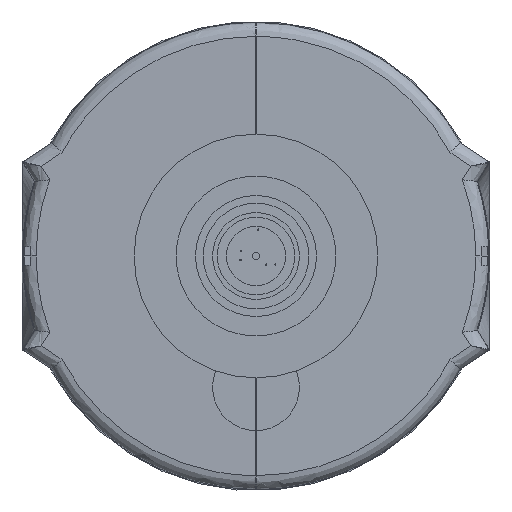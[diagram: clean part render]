
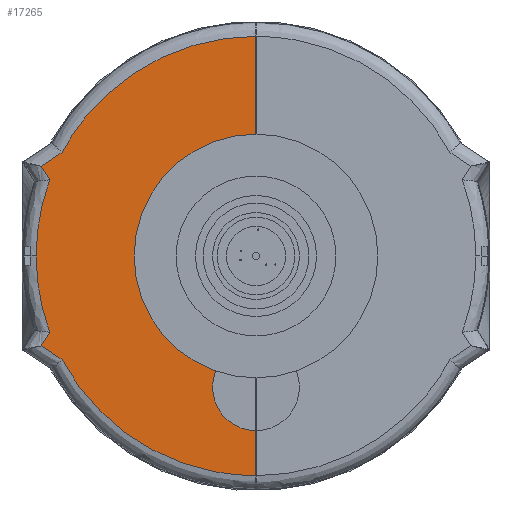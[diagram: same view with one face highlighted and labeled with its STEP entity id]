
A CAD part, front view. The second image highlights one B-rep face of the part: STEP entity #17265.
In plain terms, the highlighted planar face has unit normal (-0.018, -1, 0).
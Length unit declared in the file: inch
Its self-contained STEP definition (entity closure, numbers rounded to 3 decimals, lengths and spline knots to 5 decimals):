
#1173 = ORIENTED_EDGE ( 'NONE', *, *, #7284, .T. ) ;
#1210 = ORIENTED_EDGE ( 'NONE', *, *, #7571, .T. ) ;
#1212 = ORIENTED_EDGE ( 'NONE', *, *, #7542, .T. ) ;
#1221 = ORIENTED_EDGE ( 'NONE', *, *, #7286, .F. ) ;
#1223 = ORIENTED_EDGE ( 'NONE', *, *, #7570, .T. ) ;
#1225 = ORIENTED_EDGE ( 'NONE', *, *, #7289, .T. ) ;
#1258 = ORIENTED_EDGE ( 'NONE', *, *, #7304, .T. ) ;
#1266 = ORIENTED_EDGE ( 'NONE', *, *, #7285, .T. ) ;
#1268 = ORIENTED_EDGE ( 'NONE', *, *, #7299, .T. ) ;
#1338 = ORIENTED_EDGE ( 'NONE', *, *, #7562, .T. ) ;
#1340 = ORIENTED_EDGE ( 'NONE', *, *, #7287, .F. ) ;
#1625 = LINE ( 'NONE', #17009, #1743 ) ;
#1672 = VECTOR ( 'NONE', #17010, 39.37008 ) ;
#1743 = VECTOR ( 'NONE', #17011, 39.37008 ) ;
#2299 = VERTEX_POINT ( 'NONE', #10498 ) ;
#2321 = VERTEX_POINT ( 'NONE', #10516 ) ;
#2331 = VERTEX_POINT ( 'NONE', #10525 ) ;
#2430 = VERTEX_POINT ( 'NONE', #10581 ) ;
#2698 = LINE ( 'NONE', #17008, #1672 ) ;
#2820 = EDGE_LOOP ( 'NONE', ( #1225, #1223, #1340, #1338, #1221, #1258, #1268, #1266, #1212, #1210, #1173 ) ) ;
#3299 = CARTESIAN_POINT ( 'NONE',  ( 0., 1.19372, 1.415 ) ) ;
#4866 = CARTESIAN_POINT ( 'NONE',  ( -1.29409, 1.2163, 0.63768 ) ) ;
#4876 = CARTESIAN_POINT ( 'NONE',  ( 0., 1.19372, 1.415 ) ) ;
#4883 = CARTESIAN_POINT ( 'NONE',  ( -1.24935, 1.21552, 0.66729 ) ) ;
#4904 = CARTESIAN_POINT ( 'NONE',  ( -0.99645, 1.21111, 1.1402 ) ) ;
#4924 = CARTESIAN_POINT ( 'NONE',  ( -1.38358, 1.21787, 0.57847 ) ) ;
#4937 = CARTESIAN_POINT ( 'NONE',  ( -0.53628, 1.20308, 1.41559 ) ) ;
#4968 = CARTESIAN_POINT ( 'NONE',  ( -1.33883, 1.21709, 0.60808 ) ) ;
#5346 = VERTEX_POINT ( 'NONE', #13120 ) ;
#5391 = VERTEX_POINT ( 'NONE', #12289 ) ;
#5443 = VERTEX_POINT ( 'NONE', #13129 ) ;
#5494 = VERTEX_POINT ( 'NONE', #12873 ) ;
#5522 = VERTEX_POINT ( 'NONE', #13070 ) ;
#5564 = VERTEX_POINT ( 'NONE', #12694 ) ;
#5641 = CARTESIAN_POINT ( 'NONE',  ( -1.32862, 1.21691, 0.49107 ) ) ;
#5642 = CARTESIAN_POINT ( 'NONE',  ( -1.38695, 1.21793, 0.33347 ) ) ;
#5646 = CARTESIAN_POINT ( 'NONE',  ( -1.41657, 1.21844, 0.16805 ) ) ;
#5647 = CARTESIAN_POINT ( 'NONE',  ( -1.41657, 1.21844, 0. ) ) ;
#5710 = CARTESIAN_POINT ( 'NONE',  ( 0., 1.19372, -0.375 ) ) ;
#5711 = CARTESIAN_POINT ( 'NONE',  ( -0.75, 1.20681, -0.375 ) ) ;
#5714 = CARTESIAN_POINT ( 'NONE',  ( -0.75, 1.20681, 0.375 ) ) ;
#5715 = CARTESIAN_POINT ( 'NONE',  ( 0., 1.19372, 0.375 ) ) ;
#5746 = CARTESIAN_POINT ( 'NONE',  ( -0.99645, 1.21111, -1.1402 ) ) ;
#5747 = CARTESIAN_POINT ( 'NONE',  ( -1.24935, 1.21552, -0.66729 ) ) ;
#5764 = CARTESIAN_POINT ( 'NONE',  ( -1.41657, 1.21844, -0.16805 ) ) ;
#5765 = CARTESIAN_POINT ( 'NONE',  ( -1.41657, 1.21844, 0. ) ) ;
#5766 = CARTESIAN_POINT ( 'NONE',  ( -0.53628, 1.20308, -1.41559 ) ) ;
#5767 = CARTESIAN_POINT ( 'NONE',  ( 0., 1.19372, -1.415 ) ) ;
#5770 = CARTESIAN_POINT ( 'NONE',  ( -1.38695, 1.21793, -0.33347 ) ) ;
#5771 = CARTESIAN_POINT ( 'NONE',  ( -1.32862, 1.21691, -0.49107 ) ) ;
#7284 = EDGE_CURVE ( 'NONE', #5391, #2321, #13861, .T. ) ;
#7285 = EDGE_CURVE ( 'NONE', #5346, #5522, #13885, .T. ) ;
#7286 = EDGE_CURVE ( 'NONE', #16431, #2299, #2698, .T. ) ;
#7287 = EDGE_CURVE ( 'NONE', #5564, #2430, #1625, .T. ) ;
#7289 = EDGE_CURVE ( 'NONE', #2321, #5494, #13817, .T. ) ;
#7299 = EDGE_CURVE ( 'NONE', #5443, #5346, #13797, .T. ) ;
#7304 = EDGE_CURVE ( 'NONE', #16431, #5443, #13793, .T. ) ;
#7542 = EDGE_CURVE ( 'NONE', #5522, #2331, #13383, .T. ) ;
#7562 = EDGE_CURVE ( 'NONE', #5564, #2299, #13565, .T. ) ;
#7570 = EDGE_CURVE ( 'NONE', #5494, #2430, #13421, .T. ) ;
#7571 = EDGE_CURVE ( 'NONE', #2331, #5391, #13330, .T. ) ;
#10324 = CARTESIAN_POINT ( 'NONE',  ( 0., 1.19372, 1.505 ) ) ;
#10325 = PLANE ( 'NONE',  #17436 ) ;
#10328 = DIRECTION ( 'NONE',  ( -0.017, -1., 0. ) ) ;
#10329 = DIRECTION ( 'NONE',  ( -1., 0.017, 0. ) ) ;
#10498 = CARTESIAN_POINT ( 'NONE',  ( 0., 1.19372, 0.375 ) ) ;
#10516 = CARTESIAN_POINT ( 'NONE',  ( -1.38358, 1.21787, -0.57847 ) ) ;
#10525 = CARTESIAN_POINT ( 'NONE',  ( -1.41657, 1.21844, 0. ) ) ;
#10581 = CARTESIAN_POINT ( 'NONE',  ( 0., 1.19372, -1.415 ) ) ;
#12289 = CARTESIAN_POINT ( 'NONE',  ( -1.32862, 1.21691, -0.49107 ) ) ;
#12694 = CARTESIAN_POINT ( 'NONE',  ( 0., 1.19372, -0.375 ) ) ;
#12873 = CARTESIAN_POINT ( 'NONE',  ( -1.24935, 1.21552, -0.66729 ) ) ;
#13070 = CARTESIAN_POINT ( 'NONE',  ( -1.32862, 1.21691, 0.49107 ) ) ;
#13120 = CARTESIAN_POINT ( 'NONE',  ( -1.38358, 1.21787, 0.57847 ) ) ;
#13129 = CARTESIAN_POINT ( 'NONE',  ( -1.24935, 1.21552, 0.66729 ) ) ;
#13330 =( BOUNDED_CURVE ( )  B_SPLINE_CURVE ( 3, ( #5765, #5764, #5770, #5771 ),
 .UNSPECIFIED., .F., .F. ) 
 B_SPLINE_CURVE_WITH_KNOTS ( ( 4, 4 ),
 ( 0., 0.35442 ),
 .UNSPECIFIED. ) 
 CURVE ( )  GEOMETRIC_REPRESENTATION_ITEM ( )  RATIONAL_B_SPLINE_CURVE ( ( 1., 0.99, 0.99, 1. ) ) 
 REPRESENTATION_ITEM ( '' )  );
#13383 =( BOUNDED_CURVE ( )  B_SPLINE_CURVE ( 3, ( #5641, #5642, #5646, #5647 ),
 .UNSPECIFIED., .F., .F. ) 
 B_SPLINE_CURVE_WITH_KNOTS ( ( 4, 4 ),
 ( 5.92876, 6.28319 ),
 .UNSPECIFIED. ) 
 CURVE ( )  GEOMETRIC_REPRESENTATION_ITEM ( )  RATIONAL_B_SPLINE_CURVE ( ( 1., 0.99, 0.99, 1. ) ) 
 REPRESENTATION_ITEM ( '' )  );
#13421 =( BOUNDED_CURVE ( )  B_SPLINE_CURVE ( 3, ( #5747, #5746, #5766, #5767 ),
 .UNSPECIFIED., .F., .F. ) 
 B_SPLINE_CURVE_WITH_KNOTS ( ( 4, 4 ),
 ( 0.49109, 1.57191 ),
 .UNSPECIFIED. ) 
 CURVE ( )  GEOMETRIC_REPRESENTATION_ITEM ( )  RATIONAL_B_SPLINE_CURVE ( ( 1., 0.905, 0.905, 1. ) ) 
 REPRESENTATION_ITEM ( '' )  );
#13565 =( BOUNDED_CURVE ( )  B_SPLINE_CURVE ( 3, ( #5710, #5711, #5714, #5715 ),
 .UNSPECIFIED., .F., .F. ) 
 B_SPLINE_CURVE_WITH_KNOTS ( ( 4, 4 ),
 ( 4.71239, 7.85398 ),
 .UNSPECIFIED. ) 
 CURVE ( )  GEOMETRIC_REPRESENTATION_ITEM ( )  RATIONAL_B_SPLINE_CURVE ( ( 1., 0.333, 0.333, 1. ) ) 
 REPRESENTATION_ITEM ( '' )  );
#13793 =( BOUNDED_CURVE ( )  B_SPLINE_CURVE ( 3, ( #4876, #4937, #4904, #4883 ),
 .UNSPECIFIED., .F., .F. ) 
 B_SPLINE_CURVE_WITH_KNOTS ( ( 4, 4 ),
 ( 4.71128, 5.7921 ),
 .UNSPECIFIED. ) 
 CURVE ( )  GEOMETRIC_REPRESENTATION_ITEM ( )  RATIONAL_B_SPLINE_CURVE ( ( 1., 0.905, 0.905, 1. ) ) 
 REPRESENTATION_ITEM ( '' )  );
#13797 = B_SPLINE_CURVE_WITH_KNOTS ( 'NONE', 3,
 ( #16945, #4866, #4968, #4924 ),
 .UNSPECIFIED., .F., .F.,
 ( 4, 4 ),
 ( 0., 0.00409 ),
 .UNSPECIFIED. ) ;
#13817 = B_SPLINE_CURVE_WITH_KNOTS ( 'NONE', 3,
 ( #17015, #17017, #17022, #17021 ),
 .UNSPECIFIED., .F., .F.,
 ( 4, 4 ),
 ( 0., 0.00409 ),
 .UNSPECIFIED. ) ;
#13861 = B_SPLINE_CURVE_WITH_KNOTS ( 'NONE', 3,
 ( #17064, #17031, #16910, #17002 ),
 .UNSPECIFIED., .F., .F.,
 ( 4, 4 ),
 ( 0., 0.00262 ),
 .UNSPECIFIED. ) ;
#13885 = B_SPLINE_CURVE_WITH_KNOTS ( 'NONE', 3,
 ( #16896, #16909, #17006, #17005 ),
 .UNSPECIFIED., .F., .F.,
 ( 4, 4 ),
 ( 0., 0.00262 ),
 .UNSPECIFIED. ) ;
#15940 = FACE_OUTER_BOUND ( 'NONE', #2820, .T. ) ;
#16431 = VERTEX_POINT ( 'NONE', #3299 ) ;
#16896 = CARTESIAN_POINT ( 'NONE',  ( -1.38358, 1.21787, 0.57847 ) ) ;
#16909 = CARTESIAN_POINT ( 'NONE',  ( -1.36526, 1.21755, 0.54934 ) ) ;
#16910 = CARTESIAN_POINT ( 'NONE',  ( -1.36526, 1.21755, -0.54934 ) ) ;
#16945 = CARTESIAN_POINT ( 'NONE',  ( -1.24935, 1.21552, 0.66729 ) ) ;
#17002 = CARTESIAN_POINT ( 'NONE',  ( -1.38358, 1.21787, -0.57847 ) ) ;
#17005 = CARTESIAN_POINT ( 'NONE',  ( -1.32862, 1.21691, 0.49107 ) ) ;
#17006 = CARTESIAN_POINT ( 'NONE',  ( -1.34694, 1.21723, 0.52021 ) ) ;
#17008 = CARTESIAN_POINT ( 'NONE',  ( 0., 1.19372, 1.505 ) ) ;
#17009 = CARTESIAN_POINT ( 'NONE',  ( 0., 1.19372, 1.505 ) ) ;
#17010 = DIRECTION ( 'NONE',  ( 0., 0., -1. ) ) ;
#17011 = DIRECTION ( 'NONE',  ( 0., 0., -1. ) ) ;
#17015 = CARTESIAN_POINT ( 'NONE',  ( -1.38358, 1.21787, -0.57847 ) ) ;
#17017 = CARTESIAN_POINT ( 'NONE',  ( -1.33883, 1.21709, -0.60808 ) ) ;
#17021 = CARTESIAN_POINT ( 'NONE',  ( -1.24935, 1.21552, -0.66729 ) ) ;
#17022 = CARTESIAN_POINT ( 'NONE',  ( -1.29409, 1.2163, -0.63768 ) ) ;
#17031 = CARTESIAN_POINT ( 'NONE',  ( -1.34694, 1.21723, -0.52021 ) ) ;
#17064 = CARTESIAN_POINT ( 'NONE',  ( -1.32862, 1.21691, -0.49107 ) ) ;
#17265 = ADVANCED_FACE ( 'NONE', ( #15940 ), #10325, .T. ) ;
#17436 = AXIS2_PLACEMENT_3D ( 'NONE', #10324, #10328, #10329 ) ;
